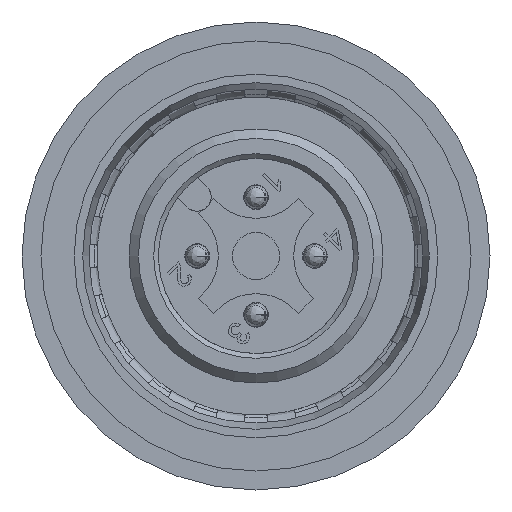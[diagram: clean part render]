
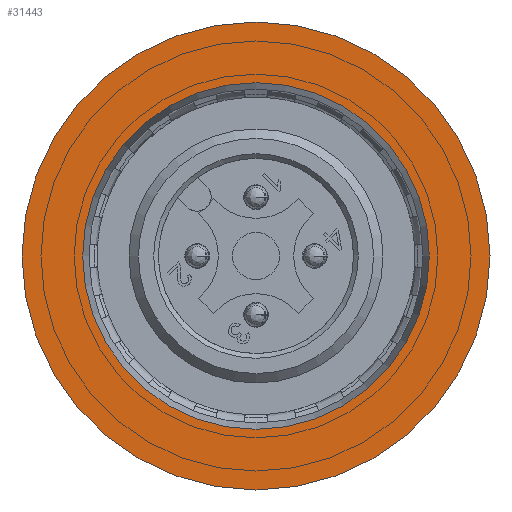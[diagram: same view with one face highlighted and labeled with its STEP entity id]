
A CAD part, left-side view. The second image highlights one B-rep face of the part: STEP entity #31443.
In plain terms, the highlighted face is planar.
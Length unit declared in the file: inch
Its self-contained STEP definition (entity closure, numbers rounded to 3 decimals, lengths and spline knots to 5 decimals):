
#2557 = PLANE ( 'NONE',  #42619 ) ;
#6080 = DIRECTION ( 'NONE',  ( -1., 0., 0. ) ) ;
#8841 = VERTEX_POINT ( 'NONE', #33579 ) ;
#9264 = EDGE_LOOP ( 'NONE', ( #37730 ) ) ;
#12279 = AXIS2_PLACEMENT_3D ( 'NONE', #27674, #6080, #31271 ) ;
#13507 = CIRCLE ( 'NONE', #37435, 0.29016 ) ;
#13934 = CARTESIAN_POINT ( 'NONE',  ( 0.06299, 7.06417, -3.99567 ) ) ;
#14489 = CARTESIAN_POINT ( 'NONE',  ( 0.06299, 0., 0. ) ) ;
#17169 = CARTESIAN_POINT ( 'NONE',  ( 0.06299, 0., 0.29016 ) ) ;
#17558 = DIRECTION ( 'NONE',  ( 0., 0., 1. ) ) ;
#18110 = DIRECTION ( 'NONE',  ( 0., 0., 1. ) ) ;
#18580 = EDGE_CURVE ( 'NONE', #27445, #27445, #13507, .T. ) ;
#23120 = CIRCLE ( 'NONE', #12279, 0.39173 ) ;
#27445 = VERTEX_POINT ( 'NONE', #17169 ) ;
#27674 = CARTESIAN_POINT ( 'NONE',  ( 0.06299, 0., 0. ) ) ;
#31102 = FACE_OUTER_BOUND ( 'NONE', #38592, .T. ) ;
#31271 = DIRECTION ( 'NONE',  ( 0., 0., -1. ) ) ;
#31443 = ADVANCED_FACE ( 'NONE', ( #39572, #31102 ), #2557, .T. ) ;
#33579 = CARTESIAN_POINT ( 'NONE',  ( 0.06299, 0., -0.39173 ) ) ;
#36369 = EDGE_CURVE ( 'NONE', #8841, #8841, #23120, .T. ) ;
#37435 = AXIS2_PLACEMENT_3D ( 'NONE', #14489, #39611, #18110 ) ;
#37730 = ORIENTED_EDGE ( 'NONE', *, *, #18580, .T. ) ;
#38592 = EDGE_LOOP ( 'NONE', ( #38960 ) ) ;
#38960 = ORIENTED_EDGE ( 'NONE', *, *, #36369, .F. ) ;
#39064 = DIRECTION ( 'NONE',  ( 1., 0., 0. ) ) ;
#39572 = FACE_BOUND ( 'NONE', #9264, .T. ) ;
#39611 = DIRECTION ( 'NONE',  ( -1., 0., 0. ) ) ;
#42619 = AXIS2_PLACEMENT_3D ( 'NONE', #13934, #39064, #17558 ) ;
